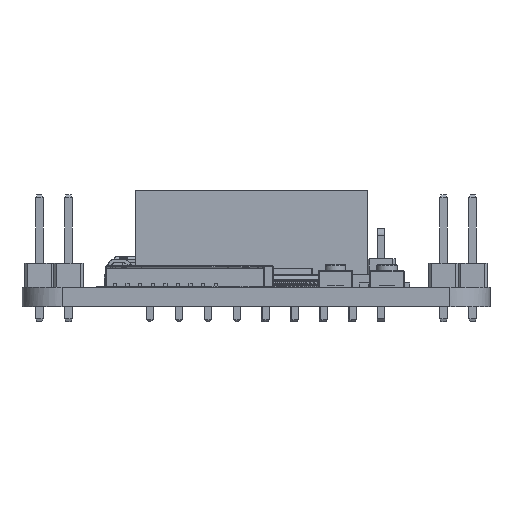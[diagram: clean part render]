
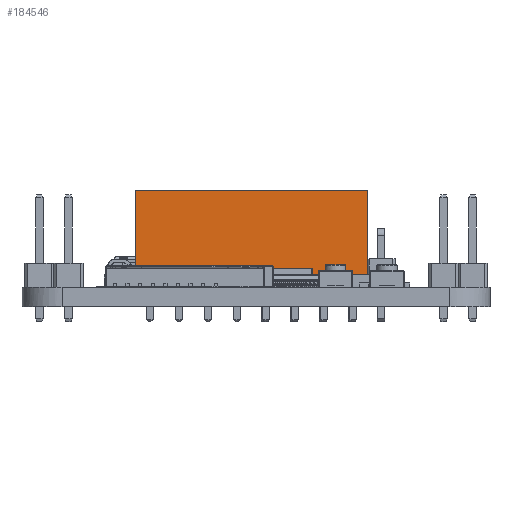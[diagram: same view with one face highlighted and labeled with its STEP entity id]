
A CAD part, left-side view. The second image highlights one B-rep face of the part: STEP entity #184546.
In plain terms, the highlighted free-form (B-spline) face has degree [1, 1] with [2, 2] control points.
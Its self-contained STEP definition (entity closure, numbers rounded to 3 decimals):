
#184457 = VERTEX_POINT('',#184458);
#184458 = CARTESIAN_POINT('',(22.233,8.93,
    1.44));
#184465 = VERTEX_POINT('',#184466);
#184466 = CARTESIAN_POINT('',(22.233,-8.278,
    1.44));
#184471 = EDGE_CURVE('',#184457,#184465,#184472,.T.);
#184472 = B_SPLINE_CURVE_WITH_KNOTS('',1,(#184473,#184474),
  .UNSPECIFIED.,.F.,.F.,(2,2),(0.,20.32),.PIECEWISE_BEZIER_KNOTS.);
#184473 = CARTESIAN_POINT('',(22.233,8.93,
    1.44));
#184474 = CARTESIAN_POINT('',(22.233,-8.278,
    1.44));
#184529 = VERTEX_POINT('',#184530);
#184530 = CARTESIAN_POINT('',(22.233,-8.278,
    8.638));
#184535 = EDGE_CURVE('',#184529,#184465,#184536,.T.);
#184536 = B_SPLINE_CURVE_WITH_KNOTS('',1,(#184537,#184538),
  .UNSPECIFIED.,.F.,.F.,(2,2),(0.,8.5),.PIECEWISE_BEZIER_KNOTS.);
#184537 = CARTESIAN_POINT('',(22.233,-8.278,
    8.638));
#184538 = CARTESIAN_POINT('',(22.233,-8.278,
    1.44));
#184546 = ADVANCED_FACE('',(#184547),#184563,.F.);
#184547 = FACE_BOUND('',#184548,.T.);
#184548 = EDGE_LOOP('',(#184549,#184550,#184551,#184558));
#184549 = ORIENTED_EDGE('',*,*,#184471,.T.);
#184550 = ORIENTED_EDGE('',*,*,#184535,.F.);
#184551 = ORIENTED_EDGE('',*,*,#184552,.F.);
#184552 = EDGE_CURVE('',#184553,#184529,#184555,.T.);
#184553 = VERTEX_POINT('',#184554);
#184554 = CARTESIAN_POINT('',(22.233,8.93,
    8.638));
#184555 = B_SPLINE_CURVE_WITH_KNOTS('',1,(#184556,#184557),
  .UNSPECIFIED.,.F.,.F.,(2,2),(0.,20.32),.PIECEWISE_BEZIER_KNOTS.);
#184556 = CARTESIAN_POINT('',(22.233,8.93,
    8.638));
#184557 = CARTESIAN_POINT('',(22.233,-8.278,
    8.638));
#184558 = ORIENTED_EDGE('',*,*,#184559,.T.);
#184559 = EDGE_CURVE('',#184553,#184457,#184560,.T.);
#184560 = B_SPLINE_CURVE_WITH_KNOTS('',1,(#184561,#184562),
  .UNSPECIFIED.,.F.,.F.,(2,2),(0.,8.5),.PIECEWISE_BEZIER_KNOTS.);
#184561 = CARTESIAN_POINT('',(22.233,8.93,
    8.638));
#184562 = CARTESIAN_POINT('',(22.233,8.93,
    1.44));
#184563 = B_SPLINE_SURFACE_WITH_KNOTS('',1,1,(
    (#184564,#184565)
    ,(#184566,#184567
  )),.UNSPECIFIED.,.F.,.F.,.F.,(2,2),(2,2),(0.,20.32),(0.,8.5),
  .PIECEWISE_BEZIER_KNOTS.);
#184564 = CARTESIAN_POINT('',(22.233,8.93,
    8.638));
#184565 = CARTESIAN_POINT('',(22.233,8.93,
    1.44));
#184566 = CARTESIAN_POINT('',(22.233,-8.278,
    8.638));
#184567 = CARTESIAN_POINT('',(22.233,-8.278,
    1.44));
